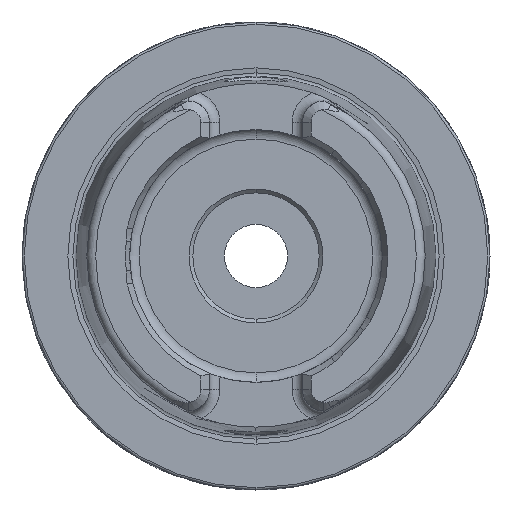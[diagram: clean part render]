
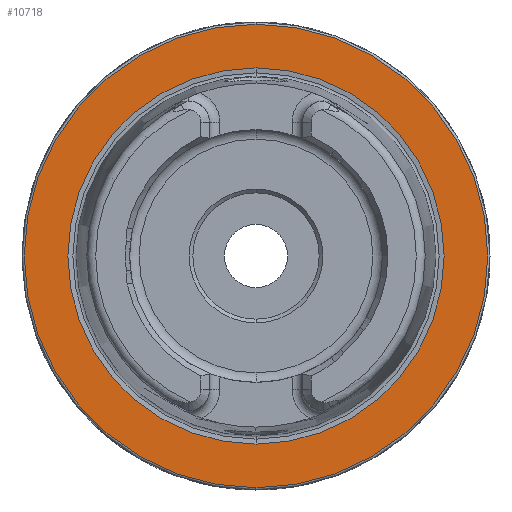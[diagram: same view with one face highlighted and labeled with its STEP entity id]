
A CAD part, left-side view. The second image highlights one B-rep face of the part: STEP entity #10718.
In plain terms, the highlighted planar face has unit normal (-1, 0, 0).
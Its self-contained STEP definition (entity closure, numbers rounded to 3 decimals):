
#588 = CARTESIAN_POINT ( 'NONE',  ( 0., 0., 0. ) ) ;
#589 = DIRECTION ( 'NONE',  ( -1., 0., 0. ) ) ;
#590 = DIRECTION ( 'NONE',  ( 0., 0., 1. ) ) ;
#591 = CARTESIAN_POINT ( 'NONE',  ( 0., 0., 0. ) ) ;
#592 = DIRECTION ( 'NONE',  ( -1., 0., 0. ) ) ;
#593 = DIRECTION ( 'NONE',  ( 0., 0., 1. ) ) ;
#2113 = CIRCLE ( 'NONE', #8966, 25.324 ) ;
#2122 = CIRCLE ( 'NONE', #3192, 31.2 ) ;
#3070 = CARTESIAN_POINT ( 'NONE',  ( 0., 0., 0. ) ) ;
#3071 = DIRECTION ( 'NONE',  ( -1., 0., 0. ) ) ;
#3072 = DIRECTION ( 'NONE',  ( 0., 0., 1. ) ) ;
#3079 = CARTESIAN_POINT ( 'NONE',  ( 0., 0., 0. ) ) ;
#3080 = DIRECTION ( 'NONE',  ( -1., 0., 0. ) ) ;
#3081 = DIRECTION ( 'NONE',  ( 0., 0., 1. ) ) ;
#3192 = AXIS2_PLACEMENT_3D ( 'NONE', #3079, #3080, #3081 ) ;
#3238 = AXIS2_PLACEMENT_3D ( 'NONE', #5116, #5121, #5122 ) ;
#3502 = FACE_OUTER_BOUND ( 'NONE', #10597, .T. ) ;
#3506 = FACE_BOUND ( 'NONE', #10593, .T. ) ;
#5116 = CARTESIAN_POINT ( 'NONE',  ( 0., 31.2, 0. ) ) ;
#5119 = PLANE ( 'NONE',  #3238 ) ;
#5121 = DIRECTION ( 'NONE',  ( 1., 0., 0. ) ) ;
#5122 = DIRECTION ( 'NONE',  ( 0., 0., -1. ) ) ;
#5574 = VERTEX_POINT ( 'NONE', #9428 ) ;
#5585 = VERTEX_POINT ( 'NONE', #9433 ) ;
#5589 = VERTEX_POINT ( 'NONE', #9435 ) ;
#5591 = VERTEX_POINT ( 'NONE', #9436 ) ;
#6041 = EDGE_CURVE ( 'NONE', #5591, #5589, #8077, .T. ) ;
#6042 = EDGE_CURVE ( 'NONE', #5585, #5574, #8078, .T. ) ;
#6677 = ORIENTED_EDGE ( 'NONE', *, *, #6042, .F. ) ;
#6678 = ORIENTED_EDGE ( 'NONE', *, *, #9979, .F. ) ;
#6679 = ORIENTED_EDGE ( 'NONE', *, *, #9983, .T. ) ;
#6680 = ORIENTED_EDGE ( 'NONE', *, *, #6041, .T. ) ;
#8077 = CIRCLE ( 'NONE', #8775, 31.2 ) ;
#8078 = CIRCLE ( 'NONE', #8776, 25.324 ) ;
#8775 = AXIS2_PLACEMENT_3D ( 'NONE', #588, #589, #590 ) ;
#8776 = AXIS2_PLACEMENT_3D ( 'NONE', #591, #592, #593 ) ;
#8966 = AXIS2_PLACEMENT_3D ( 'NONE', #3070, #3071, #3072 ) ;
#9428 = CARTESIAN_POINT ( 'NONE',  ( 0., 0., -25.324 ) ) ;
#9433 = CARTESIAN_POINT ( 'NONE',  ( 0., 0., 25.324 ) ) ;
#9435 = CARTESIAN_POINT ( 'NONE',  ( 0., 0., 31.2 ) ) ;
#9436 = CARTESIAN_POINT ( 'NONE',  ( 0., 0., -31.2 ) ) ;
#9979 = EDGE_CURVE ( 'NONE', #5574, #5585, #2113, .T. ) ;
#9983 = EDGE_CURVE ( 'NONE', #5589, #5591, #2122, .T. ) ;
#10593 = EDGE_LOOP ( 'NONE', ( #6677, #6678 ) ) ;
#10597 = EDGE_LOOP ( 'NONE', ( #6679, #6680 ) ) ;
#10718 = ADVANCED_FACE ( 'NONE', ( #3506, #3502 ), #5119, .F. ) ;
